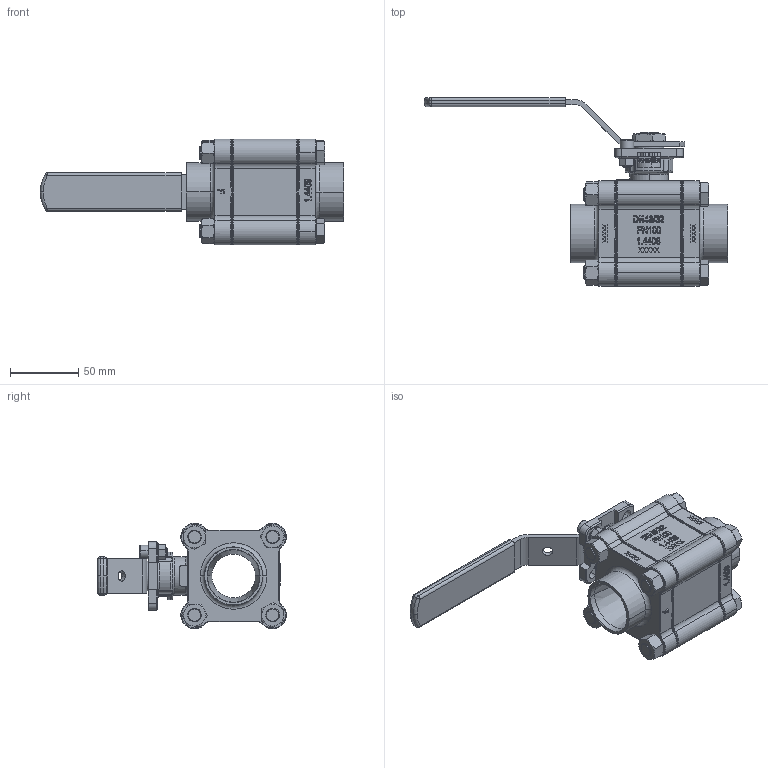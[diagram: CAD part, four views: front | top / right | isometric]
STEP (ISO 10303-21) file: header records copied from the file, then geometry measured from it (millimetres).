
FILE_DESCRIPTION (( 'STEP AP214' ), '1' );
FILE_NAME ('2716D.702R Typ A27D DN32 FB ISO.STEP', '2019-07-19T07:09:22', ( '' ), ( '' ), 'SwSTEP 2.0', 'SolidWorks 2017', '' );
FILE_SCHEMA (( 'AUTOMOTIVE_DESIGN' ));
Length unit declared in the file: millimetre
Products named in the file (1): 2716D.702R Typ A27D DN32 FB ISO
Bounding box: 222 x 138.21 x 77.28 mm (x, y, z)
Volume: 309674.2 mm3; surface area: 136813.8 mm2
Topology: 25 solids, 25 shells, 1386 faces, 3775 edges, 2494 vertices
Faces by surface type: plane 477, cylinder 375, cone 197, torus 167, bspline 164, sphere 6
Entity records: 71624 total; most frequent: CARTESIAN_POINT 22302, ORIENTED_EDGE 7442, DIRECTION 6488, EDGE_CURVE 3721, VERTEX_POINT 2494, AXIS2_PLACEMENT_3D 2424, LINE 1640, VECTOR 1640
